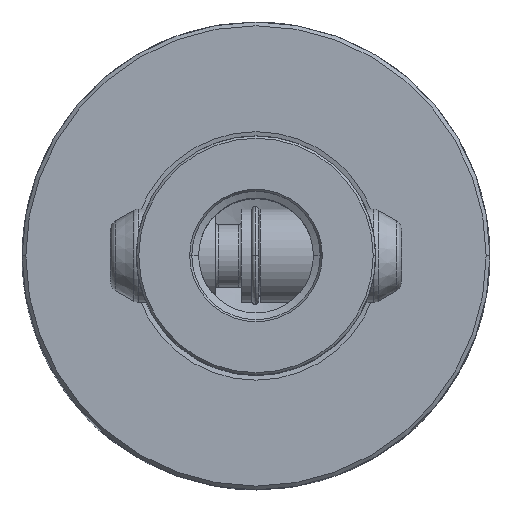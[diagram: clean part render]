
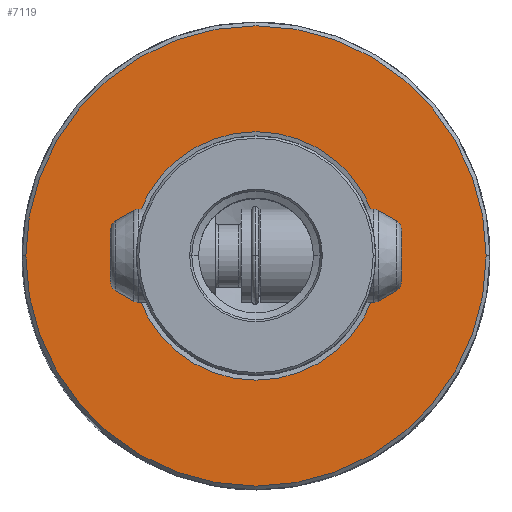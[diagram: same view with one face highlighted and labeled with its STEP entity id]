
A CAD part, top view. The second image highlights one B-rep face of the part: STEP entity #7119.
In plain terms, the highlighted planar face has unit normal (0, 0, 1).
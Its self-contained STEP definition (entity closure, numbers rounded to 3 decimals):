
#3517=EDGE_CURVE('NONE',#7319,#4463,#9665,.T.);
#4097=VERTEX_POINT('NONE',#10308);
#4463=VERTEX_POINT('NONE',#10713);
#6837=VERTEX_POINT('NONE',#13348);
#7119=ADVANCED_FACE('NONE',(#13656,#13657),#13658,.T.);
#7215=EDGE_CURVE('NONE',#4097,#6837,#13767,.T.);
#7319=VERTEX_POINT('NONE',#13889);
#8309=EDGE_CURVE('NONE',#4463,#7319,#14991,.T.);
#8647=EDGE_CURVE('NONE',#6837,#4097,#15358,.T.);
#9665=CIRCLE('',#16779,23.899);
#10308=CARTESIAN_POINT('',(44.275,0.,0.));
#10713=CARTESIAN_POINT('',(23.899,0.,0.));
#13348=CARTESIAN_POINT('',(-44.275,0.,0.));
#13656=FACE_OUTER_BOUND('',#23699,.T.);
#13657=FACE_BOUND('',#23700,.T.);
#13658=PLANE('',#23701);
#13767=CIRCLE('',#23940,44.275);
#13889=CARTESIAN_POINT('',(-23.899,0.,0.));
#14991=CIRCLE('',#26026,23.899);
#15358=CIRCLE('',#26638,44.275);
#16779=AXIS2_PLACEMENT_3D('',#28150,#28151,#28152);
#23699=EDGE_LOOP('',(#32646,#32647));
#23700=EDGE_LOOP('',(#32648,#32649));
#23701=AXIS2_PLACEMENT_3D('',#32650,#32651,#32652);
#23940=AXIS2_PLACEMENT_3D('',#32768,#32769,#32770);
#26026=AXIS2_PLACEMENT_3D('',#34282,#34283,#34284);
#26638=AXIS2_PLACEMENT_3D('',#34668,#34669,#34670);
#28150=CARTESIAN_POINT('',(0.,0.,0.));
#28151=DIRECTION('',(0.0,0.0,1.0));
#28152=DIRECTION('',(0.0,-1.0,0.0));
#32646=ORIENTED_EDGE('',*,*,#8647,.T.);
#32647=ORIENTED_EDGE('',*,*,#7215,.T.);
#32648=ORIENTED_EDGE('',*,*,#8309,.F.);
#32649=ORIENTED_EDGE('',*,*,#3517,.F.);
#32650=CARTESIAN_POINT('',(0.0,-23.0,0.));
#32651=DIRECTION('',(0.0,0.0,1.0));
#32652=DIRECTION('',(0.0,-1.0,0.0));
#32768=CARTESIAN_POINT('',(0.,0.,0.));
#32769=DIRECTION('',(0.0,0.0,1.0));
#32770=DIRECTION('',(0.0,-1.0,0.0));
#34282=CARTESIAN_POINT('',(0.,0.,0.));
#34283=DIRECTION('',(0.0,0.0,1.0));
#34284=DIRECTION('',(0.0,-1.0,0.0));
#34668=CARTESIAN_POINT('',(0.,0.,0.));
#34669=DIRECTION('',(0.0,0.0,1.0));
#34670=DIRECTION('',(0.0,-1.0,0.0));
